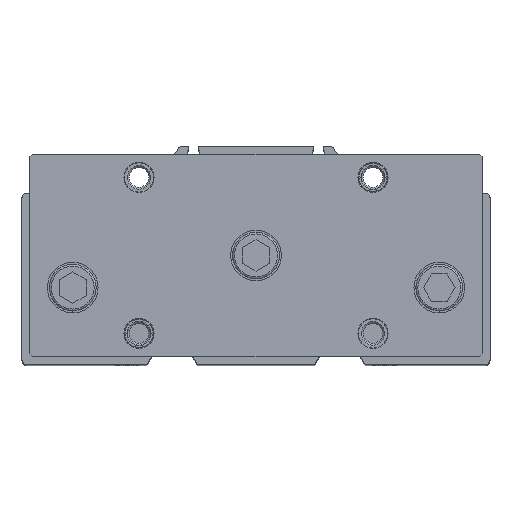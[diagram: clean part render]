
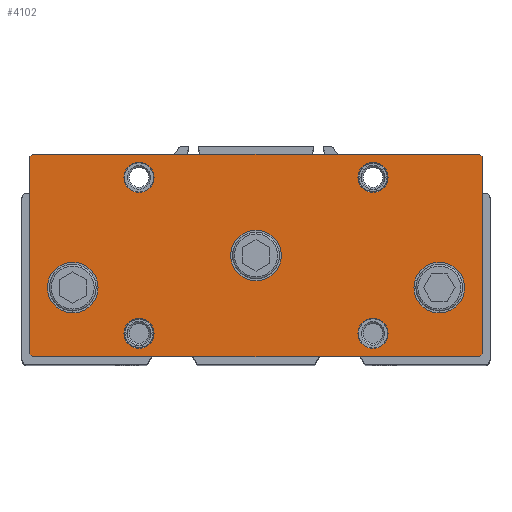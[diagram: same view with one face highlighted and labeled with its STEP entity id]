
A CAD part, top view. The second image highlights one B-rep face of the part: STEP entity #4102.
In plain terms, the highlighted face is planar.
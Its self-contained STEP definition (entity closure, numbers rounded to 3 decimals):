
#398=CIRCLE('',#4813,13.);
#399=CIRCLE('',#4814,13.);
#400=CIRCLE('',#4815,13.);
#401=CIRCLE('',#4816,7.7);
#402=CIRCLE('',#4817,7.7);
#403=CIRCLE('',#4818,7.7);
#404=CIRCLE('',#4819,7.7);
#1117=ORIENTED_EDGE('',*,*,#1800,.F.);
#1118=ORIENTED_EDGE('',*,*,#1801,.F.);
#1119=ORIENTED_EDGE('',*,*,#1802,.F.);
#1120=ORIENTED_EDGE('',*,*,#1803,.F.);
#1121=ORIENTED_EDGE('',*,*,#1804,.F.);
#1122=ORIENTED_EDGE('',*,*,#1805,.F.);
#1123=ORIENTED_EDGE('',*,*,#1806,.F.);
#1124=ORIENTED_EDGE('',*,*,#1769,.T.);
#1125=ORIENTED_EDGE('',*,*,#1773,.T.);
#1126=ORIENTED_EDGE('',*,*,#1776,.T.);
#1127=ORIENTED_EDGE('',*,*,#1779,.T.);
#1128=ORIENTED_EDGE('',*,*,#1782,.T.);
#1129=ORIENTED_EDGE('',*,*,#1785,.T.);
#1130=ORIENTED_EDGE('',*,*,#1788,.T.);
#1131=ORIENTED_EDGE('',*,*,#1791,.T.);
#1769=EDGE_CURVE('',#2209,#2210,#2492,.T.);
#1773=EDGE_CURVE('',#2210,#2213,#2496,.T.);
#1776=EDGE_CURVE('',#2213,#2215,#2499,.T.);
#1779=EDGE_CURVE('',#2215,#2217,#2502,.T.);
#1782=EDGE_CURVE('',#2217,#2219,#2505,.T.);
#1785=EDGE_CURVE('',#2219,#2221,#2508,.T.);
#1788=EDGE_CURVE('',#2221,#2223,#2511,.T.);
#1791=EDGE_CURVE('',#2223,#2209,#2514,.T.);
#1800=EDGE_CURVE('',#2230,#2230,#398,.T.);
#1801=EDGE_CURVE('',#2231,#2231,#399,.T.);
#1802=EDGE_CURVE('',#2232,#2232,#400,.T.);
#1803=EDGE_CURVE('',#2233,#2233,#401,.T.);
#1804=EDGE_CURVE('',#2234,#2234,#402,.T.);
#1805=EDGE_CURVE('',#2235,#2235,#403,.T.);
#1806=EDGE_CURVE('',#2236,#2236,#404,.T.);
#2209=VERTEX_POINT('',#7035);
#2210=VERTEX_POINT('',#7036);
#2213=VERTEX_POINT('',#7044);
#2215=VERTEX_POINT('',#7050);
#2217=VERTEX_POINT('',#7056);
#2219=VERTEX_POINT('',#7062);
#2221=VERTEX_POINT('',#7068);
#2223=VERTEX_POINT('',#7074);
#2230=VERTEX_POINT('',#7096);
#2231=VERTEX_POINT('',#7098);
#2232=VERTEX_POINT('',#7100);
#2233=VERTEX_POINT('',#7102);
#2234=VERTEX_POINT('',#7104);
#2235=VERTEX_POINT('',#7106);
#2236=VERTEX_POINT('',#7108);
#2492=LINE('',#7034,#2740);
#2496=LINE('',#7043,#2744);
#2499=LINE('',#7049,#2747);
#2502=LINE('',#7055,#2750);
#2505=LINE('',#7061,#2753);
#2508=LINE('',#7067,#2756);
#2511=LINE('',#7073,#2759);
#2514=LINE('',#7079,#2762);
#2740=VECTOR('',#5807,1000.);
#2744=VECTOR('',#5813,1000.);
#2747=VECTOR('',#5818,1000.);
#2750=VECTOR('',#5823,1000.);
#2753=VECTOR('',#5828,1000.);
#2756=VECTOR('',#5833,1000.);
#2759=VECTOR('',#5838,1000.);
#2762=VECTOR('',#5843,1000.);
#3145=EDGE_LOOP('',(#1117));
#3146=EDGE_LOOP('',(#1118));
#3147=EDGE_LOOP('',(#1119));
#3148=EDGE_LOOP('',(#1120));
#3149=EDGE_LOOP('',(#1121));
#3150=EDGE_LOOP('',(#1122));
#3151=EDGE_LOOP('',(#1123));
#3152=EDGE_LOOP('',(#1124,#1125,#1126,#1127,#1128,#1129,#1130,#1131));
#3621=FACE_BOUND('',#3145,.T.);
#3622=FACE_BOUND('',#3146,.T.);
#3623=FACE_BOUND('',#3147,.T.);
#3624=FACE_BOUND('',#3148,.T.);
#3625=FACE_BOUND('',#3149,.T.);
#3626=FACE_BOUND('',#3150,.T.);
#3627=FACE_BOUND('',#3151,.T.);
#3628=FACE_BOUND('',#3152,.T.);
#3870=PLANE('',#4812);
#4102=ADVANCED_FACE('',(#3621,#3622,#3623,#3624,#3625,#3626,#3627,#3628),
#3870,.T.);
#4812=AXIS2_PLACEMENT_3D('',#7094,#5859,#5860);
#4813=AXIS2_PLACEMENT_3D('',#7095,#5861,#5862);
#4814=AXIS2_PLACEMENT_3D('',#7097,#5863,#5864);
#4815=AXIS2_PLACEMENT_3D('',#7099,#5865,#5866);
#4816=AXIS2_PLACEMENT_3D('',#7101,#5867,#5868);
#4817=AXIS2_PLACEMENT_3D('',#7103,#5869,#5870);
#4818=AXIS2_PLACEMENT_3D('',#7105,#5871,#5872);
#4819=AXIS2_PLACEMENT_3D('',#7107,#5873,#5874);
#5807=DIRECTION('',(0.,-1.,0.));
#5813=DIRECTION('',(0.,-0.707,-0.707));
#5818=DIRECTION('',(0.,0.,-1.));
#5823=DIRECTION('',(0.,0.707,-0.707));
#5828=DIRECTION('',(0.,1.,0.));
#5833=DIRECTION('',(0.,0.707,0.707));
#5838=DIRECTION('',(0.,0.,1.));
#5843=DIRECTION('',(0.,-0.707,0.707));
#5859=DIRECTION('',(1.,0.,0.));
#5860=DIRECTION('',(0.,0.,-1.));
#5861=DIRECTION('',(1.,0.,0.));
#5862=DIRECTION('',(0.,0.,-1.));
#5863=DIRECTION('',(1.,0.,0.));
#5864=DIRECTION('',(0.,0.,-1.));
#5865=DIRECTION('',(1.,0.,0.));
#5866=DIRECTION('',(0.,0.,-1.));
#5867=DIRECTION('',(1.,0.,0.));
#5868=DIRECTION('',(0.,0.,-1.));
#5869=DIRECTION('',(1.,0.,0.));
#5870=DIRECTION('',(0.,0.,-1.));
#5871=DIRECTION('',(1.,0.,0.));
#5872=DIRECTION('',(0.,0.,-1.));
#5873=DIRECTION('',(1.,0.,0.));
#5874=DIRECTION('',(0.,0.,-1.));
#7034=CARTESIAN_POINT('',(23.,50.5,116.));
#7035=CARTESIAN_POINT('',(23.,50.5,116.));
#7036=CARTESIAN_POINT('',(23.,-50.5,116.));
#7043=CARTESIAN_POINT('',(23.,-50.5,116.));
#7044=CARTESIAN_POINT('',(23.,-52.,114.5));
#7049=CARTESIAN_POINT('',(23.,-52.,114.5));
#7050=CARTESIAN_POINT('',(23.,-52.,-114.5));
#7055=CARTESIAN_POINT('',(23.,-52.,-114.5));
#7056=CARTESIAN_POINT('',(23.,-50.5,-116.));
#7061=CARTESIAN_POINT('',(23.,-50.5,-116.));
#7062=CARTESIAN_POINT('',(23.,50.5,-116.));
#7067=CARTESIAN_POINT('',(23.,50.5,-116.));
#7068=CARTESIAN_POINT('',(23.,52.,-114.5));
#7073=CARTESIAN_POINT('',(23.,52.,-114.5));
#7074=CARTESIAN_POINT('',(23.,52.,114.5));
#7079=CARTESIAN_POINT('',(23.,52.,114.5));
#7094=CARTESIAN_POINT('',(23.,0.,0.));
#7095=CARTESIAN_POINT('',(23.,-16.5,94.));
#7096=CARTESIAN_POINT('',(23.,-16.5,81.));
#7097=CARTESIAN_POINT('',(23.,-16.5,-94.));
#7098=CARTESIAN_POINT('',(23.,-16.5,-107.));
#7099=CARTESIAN_POINT('',(23.,0.,0.));
#7100=CARTESIAN_POINT('',(23.,0.,-13.));
#7101=CARTESIAN_POINT('',(23.,40.,60.));
#7102=CARTESIAN_POINT('',(23.,40.,52.3));
#7103=CARTESIAN_POINT('',(23.,40.,-60.));
#7104=CARTESIAN_POINT('',(23.,40.,-67.7));
#7105=CARTESIAN_POINT('',(23.,-40.,60.));
#7106=CARTESIAN_POINT('',(23.,-40.,52.3));
#7107=CARTESIAN_POINT('',(23.,-40.,-60.));
#7108=CARTESIAN_POINT('',(23.,-40.,-67.7));
